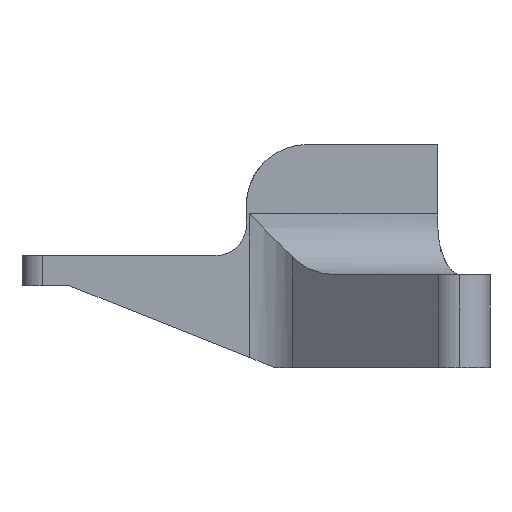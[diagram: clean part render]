
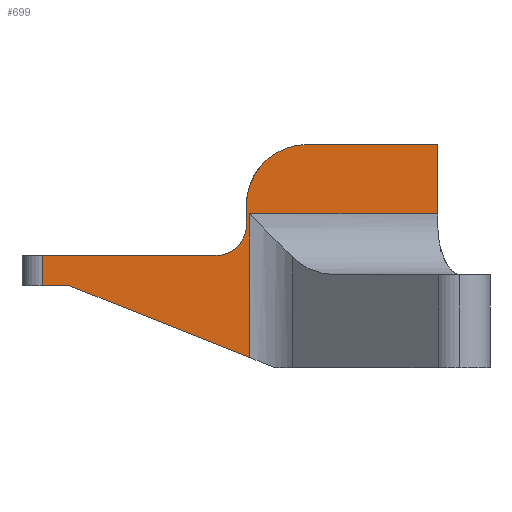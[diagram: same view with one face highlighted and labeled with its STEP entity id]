
A CAD part, left-side view. The second image highlights one B-rep face of the part: STEP entity #699.
In plain terms, the highlighted planar face has unit normal (-1, 0, 0).
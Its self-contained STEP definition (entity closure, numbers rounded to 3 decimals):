
#5 = ORIENTED_EDGE ( 'NONE', *, *, #374, .F. ) ;
#44 = CARTESIAN_POINT ( 'NONE',  ( -45.987, 0., 18.412 ) ) ;
#100 = CARTESIAN_POINT ( 'NONE',  ( -45.987, -15.58, 25.257 ) ) ;
#145 = DIRECTION ( 'NONE',  ( 0., 0., 1. ) ) ;
#155 = DIRECTION ( 'NONE',  ( 0., 0., -1. ) ) ;
#167 = EDGE_CURVE ( 'NONE', #1095, #1580, #2178, .T. ) ;
#194 = VERTEX_POINT ( 'NONE', #809 ) ;
#196 = VECTOR ( 'NONE', #2055, 1000. ) ;
#224 = DIRECTION ( 'NONE',  ( 0., -0.929, -0.37 ) ) ;
#283 = CARTESIAN_POINT ( 'NONE',  ( -45.987, 0., 183.484 ) ) ;
#295 = LINE ( 'NONE', #1935, #1889 ) ;
#326 = CARTESIAN_POINT ( 'NONE',  ( -45.987, 15.327, 183.484 ) ) ;
#361 = CARTESIAN_POINT ( 'NONE',  ( -45.987, -15.58, 25.257 ) ) ;
#374 = EDGE_CURVE ( 'NONE', #1436, #1006, #295, .T. ) ;
#434 = DIRECTION ( 'NONE',  ( 0., -1., 0. ) ) ;
#448 = LINE ( 'NONE', #326, #1402 ) ;
#481 = LINE ( 'NONE', #506, #1896 ) ;
#506 = CARTESIAN_POINT ( 'NONE',  ( -45.987, 15.842, -61.91 ) ) ;
#532 = CARTESIAN_POINT ( 'NONE',  ( -45.987, 15.327, 1.65 ) ) ;
#544 = LINE ( 'NONE', #361, #648 ) ;
#550 = DIRECTION ( 'NONE',  ( 0., -1., 0. ) ) ;
#593 = CARTESIAN_POINT ( 'NONE',  ( -45.987, 0., 13.412 ) ) ;
#602 = DIRECTION ( 'NONE',  ( 0., 0., -1. ) ) ;
#613 = CARTESIAN_POINT ( 'NONE',  ( -45.987, 49.357, 183.484 ) ) ;
#615 = LINE ( 'NONE', #44, #1481 ) ;
#643 = VECTOR ( 'NONE', #434, 1000. ) ;
#648 = VECTOR ( 'NONE', #1277, 1000. ) ;
#679 = ORIENTED_EDGE ( 'NONE', *, *, #167, .T. ) ;
#699 = ADVANCED_FACE ( 'NONE', ( #1720 ), #2285, .F. ) ;
#709 = EDGE_CURVE ( 'NONE', #1126, #1095, #1750, .T. ) ;
#720 = CARTESIAN_POINT ( 'NONE',  ( -45.987, 49.357, 18.412 ) ) ;
#809 = CARTESIAN_POINT ( 'NONE',  ( -45.987, 15.842, 23.412 ) ) ;
#823 = DIRECTION ( 'NONE',  ( 0., -1., 0. ) ) ;
#831 = DIRECTION ( 'NONE',  ( 1., 0., 0. ) ) ;
#855 = DIRECTION ( 'NONE',  ( -1., 0., 0. ) ) ;
#865 = CARTESIAN_POINT ( 'NONE',  ( -45.987, 49.357, 13.412 ) ) ;
#906 = VERTEX_POINT ( 'NONE', #1346 ) ;
#910 = ORIENTED_EDGE ( 'NONE', *, *, #1738, .F. ) ;
#916 = ORIENTED_EDGE ( 'NONE', *, *, #2045, .T. ) ;
#943 = EDGE_CURVE ( 'NONE', #1062, #1253, #448, .T. ) ;
#950 = CIRCLE ( 'NONE', #1895, 10. ) ;
#975 = VERTEX_POINT ( 'NONE', #1874 ) ;
#978 = CARTESIAN_POINT ( 'NONE',  ( -45.987, 44.857, 13.412 ) ) ;
#1006 = VERTEX_POINT ( 'NONE', #1576 ) ;
#1062 = VERTEX_POINT ( 'NONE', #532 ) ;
#1065 = EDGE_CURVE ( 'NONE', #1436, #975, #950, .T. ) ;
#1095 = VERTEX_POINT ( 'NONE', #865 ) ;
#1098 = ORIENTED_EDGE ( 'NONE', *, *, #709, .T. ) ;
#1102 = CARTESIAN_POINT ( 'NONE',  ( -45.987, 20.843, 23.412 ) ) ;
#1126 = VERTEX_POINT ( 'NONE', #720 ) ;
#1215 = EDGE_LOOP ( 'NONE', ( #5, #2323, #910, #1518, #1446, #1098, #679, #1287, #1742, #916, #1264 ) ) ;
#1253 = VERTEX_POINT ( 'NONE', #1563 ) ;
#1264 = ORIENTED_EDGE ( 'NONE', *, *, #2180, .T. ) ;
#1277 = DIRECTION ( 'NONE',  ( 0., 0., 1. ) ) ;
#1287 = ORIENTED_EDGE ( 'NONE', *, *, #1491, .T. ) ;
#1294 = CARTESIAN_POINT ( 'NONE',  ( -45.987, 5.842, 36.672 ) ) ;
#1329 = VECTOR ( 'NONE', #224, 1000. ) ;
#1334 = CARTESIAN_POINT ( 'NONE',  ( -45.987, 0., 25.257 ) ) ;
#1346 = CARTESIAN_POINT ( 'NONE',  ( -45.987, 20.843, 18.412 ) ) ;
#1402 = VECTOR ( 'NONE', #145, 1000. ) ;
#1436 = VERTEX_POINT ( 'NONE', #1294 ) ;
#1446 = ORIENTED_EDGE ( 'NONE', *, *, #1998, .F. ) ;
#1472 = VECTOR ( 'NONE', #550, 1000. ) ;
#1473 = AXIS2_PLACEMENT_3D ( 'NONE', #283, #831, #602 ) ;
#1481 = VECTOR ( 'NONE', #823, 1000. ) ;
#1491 = EDGE_CURVE ( 'NONE', #1580, #1062, #1658, .T. ) ;
#1508 = LINE ( 'NONE', #1334, #643 ) ;
#1518 = ORIENTED_EDGE ( 'NONE', *, *, #2188, .T. ) ;
#1563 = CARTESIAN_POINT ( 'NONE',  ( -45.987, 15.327, 25.257 ) ) ;
#1576 = CARTESIAN_POINT ( 'NONE',  ( -45.987, -15.58, 36.672 ) ) ;
#1580 = VERTEX_POINT ( 'NONE', #978 ) ;
#1648 = DIRECTION ( 'NONE',  ( 0., 0., -1. ) ) ;
#1658 = LINE ( 'NONE', #2028, #1329 ) ;
#1681 = DIRECTION ( 'NONE',  ( 0., -1., 0. ) ) ;
#1720 = FACE_OUTER_BOUND ( 'NONE', #1215, .T. ) ;
#1738 = EDGE_CURVE ( 'NONE', #194, #975, #481, .T. ) ;
#1742 = ORIENTED_EDGE ( 'NONE', *, *, #943, .T. ) ;
#1750 = LINE ( 'NONE', #613, #196 ) ;
#1874 = CARTESIAN_POINT ( 'NONE',  ( -45.987, 15.842, 26.672 ) ) ;
#1889 = VECTOR ( 'NONE', #1681, 1000. ) ;
#1895 = AXIS2_PLACEMENT_3D ( 'NONE', #1961, #855, #155 ) ;
#1896 = VECTOR ( 'NONE', #1926, 1000. ) ;
#1926 = DIRECTION ( 'NONE',  ( 0., 0., 1. ) ) ;
#1935 = CARTESIAN_POINT ( 'NONE',  ( -45.987, 0., 36.672 ) ) ;
#1943 = CIRCLE ( 'NONE', #2207, 5. ) ;
#1961 = CARTESIAN_POINT ( 'NONE',  ( -45.987, 5.842, 26.672 ) ) ;
#1998 = EDGE_CURVE ( 'NONE', #1126, #906, #615, .T. ) ;
#2028 = CARTESIAN_POINT ( 'NONE',  ( -45.987, 64.609, 21.28 ) ) ;
#2045 = EDGE_CURVE ( 'NONE', #1253, #2287, #1508, .T. ) ;
#2055 = DIRECTION ( 'NONE',  ( 0., 0., -1. ) ) ;
#2178 = LINE ( 'NONE', #593, #1472 ) ;
#2180 = EDGE_CURVE ( 'NONE', #2287, #1006, #544, .T. ) ;
#2188 = EDGE_CURVE ( 'NONE', #194, #906, #1943, .T. ) ;
#2191 = DIRECTION ( 'NONE',  ( 1., 0., 0. ) ) ;
#2207 = AXIS2_PLACEMENT_3D ( 'NONE', #1102, #2191, #1648 ) ;
#2285 = PLANE ( 'NONE',  #1473 ) ;
#2287 = VERTEX_POINT ( 'NONE', #100 ) ;
#2323 = ORIENTED_EDGE ( 'NONE', *, *, #1065, .T. ) ;
